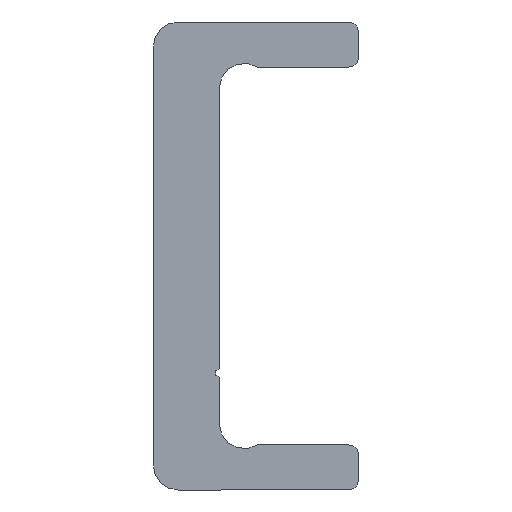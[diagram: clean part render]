
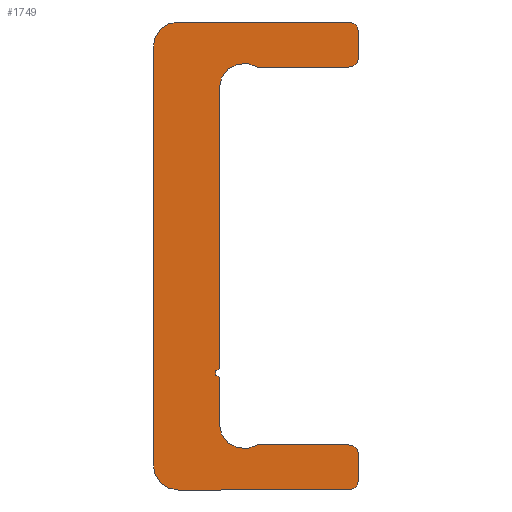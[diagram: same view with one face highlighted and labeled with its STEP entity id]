
A CAD part, left-side view. The second image highlights one B-rep face of the part: STEP entity #1749.
In plain terms, the highlighted planar face has unit normal (-1, 0, 0).
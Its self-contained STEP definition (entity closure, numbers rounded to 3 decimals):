
#1043=CARTESIAN_POINT('',(0.0,2.2,10.03));
#1044=VERTEX_POINT('',#1043);
#1051=CARTESIAN_POINT('',(0.0,2.2,-6.75));
#1052=VERTEX_POINT('',#1051);
#1053=CARTESIAN_POINT('',(0.0,2.2,10.03));
#1054=DIRECTION('',(0.0,0.0,-1.0));
#1055=VECTOR('',#1054,16.78);
#1056=LINE('',#1053,#1055);
#1057=EDGE_CURVE('',#1044,#1052,#1056,.T.);
#1142=CARTESIAN_POINT('',(0.0,-0.098,11.3));
#1143=VERTEX_POINT('',#1142);
#1150=CARTESIAN_POINT('',(0.0,0.7,10.03));
#1151=DIRECTION('',(-1.0,0.0,0.0));
#1152=DIRECTION('',(0.0,-1.0,0.0));
#1153=AXIS2_PLACEMENT_3D('',#1150,#1151,#1152);
#1154=CIRCLE('',#1153,1.5);
#1155=EDGE_CURVE('',#1143,#1044,#1154,.T.);
#1174=CARTESIAN_POINT('',(0.0,-5.55,11.3));
#1175=VERTEX_POINT('',#1174);
#1182=CARTESIAN_POINT('',(0.0,-5.55,11.3));
#1183=DIRECTION('',(0.0,1.0,0.0));
#1184=VECTOR('',#1183,5.452);
#1185=LINE('',#1182,#1184);
#1186=EDGE_CURVE('',#1175,#1143,#1185,.T.);
#1206=CARTESIAN_POINT('',(0.0,-6.15,11.9));
#1207=VERTEX_POINT('',#1206);
#1214=CARTESIAN_POINT('',(0.0,-5.55,11.9));
#1215=DIRECTION('',(1.0,0.0,0.0));
#1216=DIRECTION('',(0.0,-1.0,0.0));
#1217=AXIS2_PLACEMENT_3D('',#1214,#1215,#1216);
#1218=CIRCLE('',#1217,0.6);
#1219=EDGE_CURVE('',#1207,#1175,#1218,.T.);
#1238=CARTESIAN_POINT('',(0.0,-6.15,13.4));
#1239=VERTEX_POINT('',#1238);
#1246=CARTESIAN_POINT('',(0.0,-6.15,13.4));
#1247=DIRECTION('',(0.0,0.0,-1.0));
#1248=VECTOR('',#1247,1.5);
#1249=LINE('',#1246,#1248);
#1250=EDGE_CURVE('',#1239,#1207,#1249,.T.);
#1270=CARTESIAN_POINT('',(0.0,-5.55,14.));
#1271=VERTEX_POINT('',#1270);
#1278=CARTESIAN_POINT('',(0.0,-5.55,13.4));
#1279=DIRECTION('',(1.0,0.0,0.0));
#1280=DIRECTION('',(0.0,0.0,1.0));
#1281=AXIS2_PLACEMENT_3D('',#1278,#1279,#1280);
#1282=CIRCLE('',#1281,0.6);
#1283=EDGE_CURVE('',#1271,#1239,#1282,.T.);
#1302=CARTESIAN_POINT('',(0.0,4.65,14.));
#1303=VERTEX_POINT('',#1302);
#1310=CARTESIAN_POINT('',(0.0,4.65,14.));
#1311=DIRECTION('',(0.0,-1.0,0.0));
#1312=VECTOR('',#1311,10.2);
#1313=LINE('',#1310,#1312);
#1314=EDGE_CURVE('',#1303,#1271,#1313,.T.);
#1334=CARTESIAN_POINT('',(0.0,6.15,12.5));
#1335=VERTEX_POINT('',#1334);
#1342=CARTESIAN_POINT('',(0.0,4.65,12.5));
#1343=DIRECTION('',(1.0,0.0,0.0));
#1344=DIRECTION('',(0.0,1.0,0.0));
#1345=AXIS2_PLACEMENT_3D('',#1342,#1343,#1344);
#1346=CIRCLE('',#1345,1.5);
#1347=EDGE_CURVE('',#1335,#1303,#1346,.T.);
#1366=CARTESIAN_POINT('',(0.0,6.15,-12.5));
#1367=VERTEX_POINT('',#1366);
#1374=CARTESIAN_POINT('',(0.0,6.15,-12.5));
#1375=DIRECTION('',(0.0,0.0,1.0));
#1376=VECTOR('',#1375,25.);
#1377=LINE('',#1374,#1376);
#1378=EDGE_CURVE('',#1367,#1335,#1377,.T.);
#1458=CARTESIAN_POINT('',(0.0,4.65,-14.));
#1459=VERTEX_POINT('',#1458);
#1466=CARTESIAN_POINT('',(0.0,4.65,-12.5));
#1467=DIRECTION('',(1.0,0.0,0.0));
#1468=DIRECTION('',(0.0,0.0,-1.0));
#1469=AXIS2_PLACEMENT_3D('',#1466,#1467,#1468);
#1470=CIRCLE('',#1469,1.5);
#1471=EDGE_CURVE('',#1459,#1367,#1470,.T.);
#1490=CARTESIAN_POINT('',(0.0,-5.55,-14.));
#1491=VERTEX_POINT('',#1490);
#1498=CARTESIAN_POINT('',(0.0,-5.55,-14.));
#1499=DIRECTION('',(0.0,1.0,0.0));
#1500=VECTOR('',#1499,10.2);
#1501=LINE('',#1498,#1500);
#1502=EDGE_CURVE('',#1491,#1459,#1501,.T.);
#1522=CARTESIAN_POINT('',(0.0,-6.15,-13.4));
#1523=VERTEX_POINT('',#1522);
#1530=CARTESIAN_POINT('',(0.0,-5.55,-13.4));
#1531=DIRECTION('',(1.0,0.0,0.0));
#1532=DIRECTION('',(0.0,-1.0,0.0));
#1533=AXIS2_PLACEMENT_3D('',#1530,#1531,#1532);
#1534=CIRCLE('',#1533,0.6);
#1535=EDGE_CURVE('',#1523,#1491,#1534,.T.);
#1554=CARTESIAN_POINT('',(0.0,-6.15,-11.9));
#1555=VERTEX_POINT('',#1554);
#1562=CARTESIAN_POINT('',(0.0,-6.15,-11.9));
#1563=DIRECTION('',(0.0,0.0,-1.0));
#1564=VECTOR('',#1563,1.5);
#1565=LINE('',#1562,#1564);
#1566=EDGE_CURVE('',#1555,#1523,#1565,.T.);
#1586=CARTESIAN_POINT('',(0.0,-5.55,-11.3));
#1587=VERTEX_POINT('',#1586);
#1594=CARTESIAN_POINT('',(0.0,-5.55,-11.9));
#1595=DIRECTION('',(1.0,0.0,0.0));
#1596=DIRECTION('',(0.0,0.0,1.0));
#1597=AXIS2_PLACEMENT_3D('',#1594,#1595,#1596);
#1598=CIRCLE('',#1597,0.6);
#1599=EDGE_CURVE('',#1587,#1555,#1598,.T.);
#1618=CARTESIAN_POINT('',(0.0,-0.098,-11.3));
#1619=VERTEX_POINT('',#1618);
#1626=CARTESIAN_POINT('',(0.0,-0.098,-11.3));
#1627=DIRECTION('',(0.0,-1.0,0.0));
#1628=VECTOR('',#1627,5.452);
#1629=LINE('',#1626,#1628);
#1630=EDGE_CURVE('',#1619,#1587,#1629,.T.);
#1650=CARTESIAN_POINT('',(0.0,2.2,-10.03));
#1651=VERTEX_POINT('',#1650);
#1658=CARTESIAN_POINT('',(0.0,0.7,-10.03));
#1659=DIRECTION('',(-1.0,0.0,0.0));
#1660=DIRECTION('',(0.0,0.532,0.847));
#1661=AXIS2_PLACEMENT_3D('',#1658,#1659,#1660);
#1662=CIRCLE('',#1661,1.5);
#1663=EDGE_CURVE('',#1651,#1619,#1662,.T.);
#1682=CARTESIAN_POINT('',(0.0,2.2,-7.25));
#1683=VERTEX_POINT('',#1682);
#1690=CARTESIAN_POINT('',(0.0,2.2,-7.25));
#1691=DIRECTION('',(0.0,0.0,-1.0));
#1692=VECTOR('',#1691,2.78);
#1693=LINE('',#1690,#1692);
#1694=EDGE_CURVE('',#1683,#1651,#1693,.T.);
#1713=CARTESIAN_POINT('',(0.0,2.2,-7.));
#1714=DIRECTION('',(-1.0,0.0,0.0));
#1715=DIRECTION('',(0.0,0.0,1.0));
#1716=AXIS2_PLACEMENT_3D('',#1713,#1714,#1715);
#1717=CIRCLE('',#1716,0.25);
#1718=EDGE_CURVE('',#1052,#1683,#1717,.T.);
#1724=CARTESIAN_POINT('',(0.0,1.611,-0.021));
#1725=DIRECTION('',(1.0,0.0,0.0));
#1726=DIRECTION('',(0.0,0.0,-1.0));
#1727=AXIS2_PLACEMENT_3D('',#1724,#1725,#1726);
#1728=PLANE('',#1727);
#1729=ORIENTED_EDGE('',*,*,#1718,.F.);
#1730=ORIENTED_EDGE('',*,*,#1057,.F.);
#1731=ORIENTED_EDGE('',*,*,#1155,.F.);
#1732=ORIENTED_EDGE('',*,*,#1186,.F.);
#1733=ORIENTED_EDGE('',*,*,#1219,.F.);
#1734=ORIENTED_EDGE('',*,*,#1250,.F.);
#1735=ORIENTED_EDGE('',*,*,#1283,.F.);
#1736=ORIENTED_EDGE('',*,*,#1314,.F.);
#1737=ORIENTED_EDGE('',*,*,#1347,.F.);
#1738=ORIENTED_EDGE('',*,*,#1378,.F.);
#1739=ORIENTED_EDGE('',*,*,#1471,.F.);
#1740=ORIENTED_EDGE('',*,*,#1502,.F.);
#1741=ORIENTED_EDGE('',*,*,#1535,.F.);
#1742=ORIENTED_EDGE('',*,*,#1566,.F.);
#1743=ORIENTED_EDGE('',*,*,#1599,.F.);
#1744=ORIENTED_EDGE('',*,*,#1630,.F.);
#1745=ORIENTED_EDGE('',*,*,#1663,.F.);
#1746=ORIENTED_EDGE('',*,*,#1694,.F.);
#1747=EDGE_LOOP('',(#1729,#1730,#1731,#1732,#1733,#1734,#1735,#1736,#1737,#1738,#1739,#1740,#1741,#1742,#1743,#1744,#1745,#1746));
#1748=FACE_OUTER_BOUND('',#1747,.T.);
#1749=ADVANCED_FACE('',(#1748),#1728,.F.);
